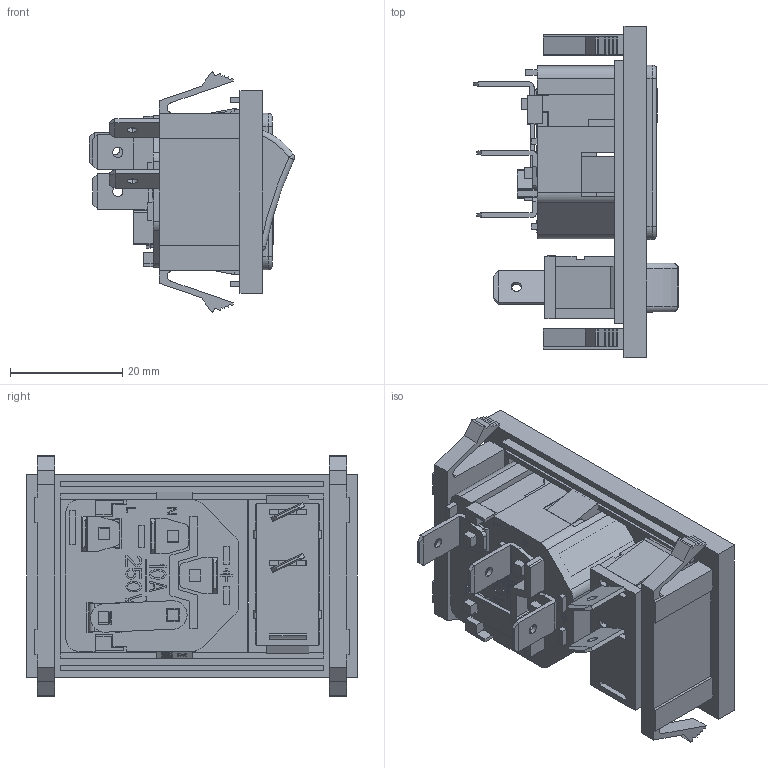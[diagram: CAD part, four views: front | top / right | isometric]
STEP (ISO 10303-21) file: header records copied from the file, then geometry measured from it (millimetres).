
FILE_DESCRIPTION (( 'STEP AP214' ), '1' );
FILE_NAME ('ACM-C4-NXQ6R1FV-LC_3D.step', '2023-10-17T07:20:53', ( '' ), ( '' ), 'SwSTEP 2.0', 'SolidWorks 2022', '' );
FILE_SCHEMA (( 'AUTOMOTIVE_DESIGN' ));
Length unit declared in the file: millimetre
Products named in the file (1): ACM-C4-NXQ6R1FV-LC_3D
Bounding box: 36.57 x 58.98 x 42.83 mm (x, y, z)
Surface area: 24069 mm2 (no closed solid volume)
Topology: 0 solids, 20 shells, 2465 faces, 6927 edges, 4585 vertices
Faces by surface type: plane 2074, cylinder 222, bspline 155, torus 10, sphere 4
Entity records: 83665 total; most frequent: CARTESIAN_POINT 23974, ORIENTED_EDGE 13850, DIRECTION 9826, EDGE_CURVE 6925, VERTEX_POINT 4585, LINE 4476, VECTOR 4476, AXIS2_PLACEMENT_3D 2675
